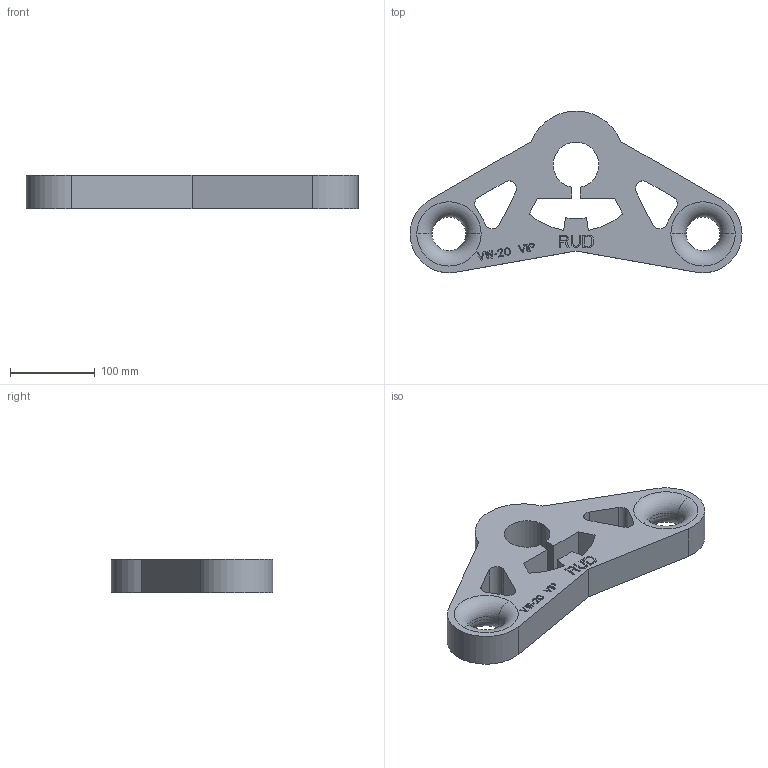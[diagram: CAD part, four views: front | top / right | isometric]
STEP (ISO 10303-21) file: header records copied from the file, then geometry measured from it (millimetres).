
FILE_DESCRIPTION((''),'2;1');
FILE_NAME('001-M34961-P-1','2019-01-24T',('anja.joas'),(''),'PRO/ENGINEER BY PARAMETRIC TECHNOLOGY CORPORATION, 2011490','PRO/ENGINEER BY PARAMETRIC TECHNOLOGY CORPORATION, 2011490','');
FILE_SCHEMA(('CONFIG_CONTROL_DESIGN'));
Length unit declared in the file: millimetre
Products named in the file (1): 001-M34961-P-1
Bounding box: 392 x 191 x 40 mm (x, y, z)
Volume: 1385177 mm3; surface area: 147659.3 mm2
Topology: 1 solids, 1 shells, 269 faces, 748 edges, 496 vertices
Faces by surface type: plane 244, cylinder 17, torus 8
Entity records: 8526 total; most frequent: CARTESIAN_POINT 1513, ORIENTED_EDGE 1496, DIRECTION 1336, EDGE_CURVE 748, VECTOR 698, LINE 698, VERTEX_POINT 496, AXIS2_PLACEMENT_3D 319
